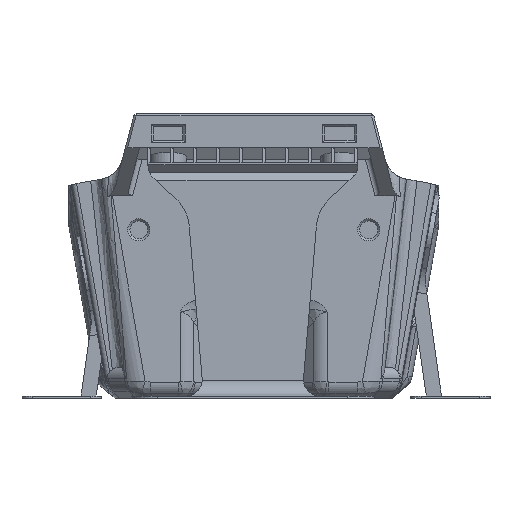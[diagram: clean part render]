
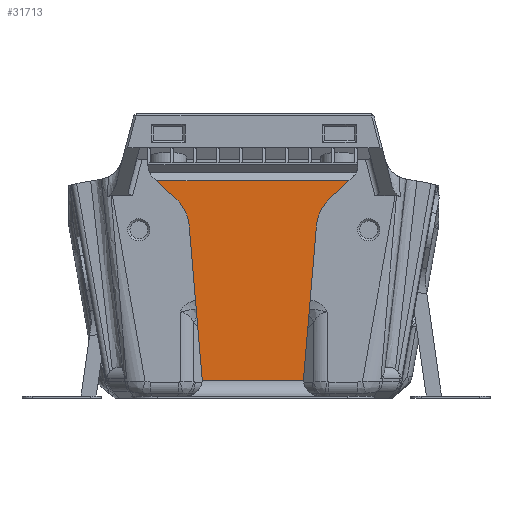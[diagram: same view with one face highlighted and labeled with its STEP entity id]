
A CAD part, front view. The second image highlights one B-rep face of the part: STEP entity #31713.
In plain terms, the highlighted planar face has unit normal (0, -1, 0).
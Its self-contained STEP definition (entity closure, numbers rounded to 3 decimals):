
#921=CIRCLE('',#33731,3.);
#922=CIRCLE('',#33732,3.);
#923=CIRCLE('',#33733,8.);
#924=CIRCLE('',#33734,8.);
#2242=LINE('',#48025,#5056);
#2244=LINE('',#48032,#5058);
#2245=LINE('',#48037,#5059);
#2246=LINE('',#48039,#5060);
#2247=LINE('',#48041,#5061);
#2248=LINE('',#48045,#5062);
#5056=VECTOR('',#36930,1000.);
#5058=VECTOR('',#36936,1000.);
#5059=VECTOR('',#36941,1000.);
#5060=VECTOR('',#36942,1000.);
#5061=VECTOR('',#36943,1000.);
#5062=VECTOR('',#36946,1000.);
#7796=PLANE('',#33730);
#9632=ORIENTED_EDGE('',*,*,#19016,.T.);
#9633=ORIENTED_EDGE('',*,*,#19017,.T.);
#9634=ORIENTED_EDGE('',*,*,#19018,.T.);
#9635=ORIENTED_EDGE('',*,*,#19014,.F.);
#9636=ORIENTED_EDGE('',*,*,#19019,.T.);
#9637=ORIENTED_EDGE('',*,*,#19020,.T.);
#9638=ORIENTED_EDGE('',*,*,#19021,.F.);
#9639=ORIENTED_EDGE('',*,*,#19022,.F.);
#9640=ORIENTED_EDGE('',*,*,#19023,.T.);
#9641=ORIENTED_EDGE('',*,*,#19024,.T.);
#19014=EDGE_CURVE('',#23773,#23774,#2242,.T.);
#19016=EDGE_CURVE('',#23775,#23776,#921,.T.);
#19017=EDGE_CURVE('',#23776,#23777,#2244,.F.);
#19018=EDGE_CURVE('',#23777,#23774,#922,.T.);
#19019=EDGE_CURVE('',#23773,#23778,#923,.T.);
#19020=EDGE_CURVE('',#23778,#23779,#2245,.T.);
#19021=EDGE_CURVE('',#23780,#23779,#2246,.T.);
#19022=EDGE_CURVE('',#23781,#23780,#2247,.T.);
#19023=EDGE_CURVE('',#23781,#23782,#924,.T.);
#19024=EDGE_CURVE('',#23782,#23775,#2248,.T.);
#23773=VERTEX_POINT('',#48024);
#23774=VERTEX_POINT('',#48026);
#23775=VERTEX_POINT('',#48030);
#23776=VERTEX_POINT('',#48031);
#23777=VERTEX_POINT('',#48033);
#23778=VERTEX_POINT('',#48036);
#23779=VERTEX_POINT('',#48038);
#23780=VERTEX_POINT('',#48040);
#23781=VERTEX_POINT('',#48042);
#23782=VERTEX_POINT('',#48044);
#27682=EDGE_LOOP('',(#9632,#9633,#9634,#9635,#9636,#9637,#9638,#9639,#9640,
#9641));
#29678=FACE_BOUND('',#27682,.T.);
#31713=ADVANCED_FACE('',(#29678),#7796,.F.);
#33730=AXIS2_PLACEMENT_3D('',#48028,#36932,#36933);
#33731=AXIS2_PLACEMENT_3D('',#48029,#36934,#36935);
#33732=AXIS2_PLACEMENT_3D('',#48034,#36937,#36938);
#33733=AXIS2_PLACEMENT_3D('',#48035,#36939,#36940);
#33734=AXIS2_PLACEMENT_3D('',#48043,#36944,#36945);
#36930=DIRECTION('',(-0.084,0.,-0.996));
#36932=DIRECTION('',(0.,1.,0.));
#36933=DIRECTION('',(0.,0.,1.));
#36934=DIRECTION('',(0.,1.,0.));
#36935=DIRECTION('',(0.,0.,1.));
#36936=DIRECTION('',(-1.,0.,0.));
#36937=DIRECTION('',(0.,1.,0.));
#36938=DIRECTION('',(0.,0.,1.));
#36939=DIRECTION('',(0.,1.,0.));
#36940=DIRECTION('',(0.,0.,1.));
#36941=DIRECTION('',(0.731,0.,0.682));
#36942=DIRECTION('',(1.,0.,0.));
#36943=DIRECTION('',(-0.731,0.,0.682));
#36944=DIRECTION('',(0.,1.,0.));
#36945=DIRECTION('',(0.,0.,1.));
#36946=DIRECTION('',(0.084,0.,-0.996));
#48024=CARTESIAN_POINT('',(11.856,-32.314,32.579));
#48025=CARTESIAN_POINT('',(36.482,-32.314,324.724));
#48026=CARTESIAN_POINT('',(9.418,-32.314,3.652));
#48028=CARTESIAN_POINT('',(0.,-32.314,327.8));
#48029=CARTESIAN_POINT('',(-12.767,-32.314,3.4));
#48030=CARTESIAN_POINT('',(-9.777,-32.314,3.652));
#48031=CARTESIAN_POINT('',(-9.767,-32.314,3.4));
#48032=CARTESIAN_POINT('',(9.143,-32.314,3.4));
#48033=CARTESIAN_POINT('',(9.407,-32.314,3.4));
#48034=CARTESIAN_POINT('',(12.407,-32.314,3.4));
#48035=CARTESIAN_POINT('',(19.828,-32.314,31.907));
#48036=CARTESIAN_POINT('',(14.372,-32.314,37.757));
#48037=CARTESIAN_POINT('',(16.736,-32.314,39.963));
#48038=CARTESIAN_POINT('',(17.982,-32.314,41.124));
#48039=CARTESIAN_POINT('',(-65.369,-32.314,41.124));
#48040=CARTESIAN_POINT('',(-18.341,-32.314,41.124));
#48041=CARTESIAN_POINT('',(-17.096,-32.314,39.963));
#48042=CARTESIAN_POINT('',(-14.731,-32.314,37.757));
#48043=CARTESIAN_POINT('',(-20.187,-32.314,31.907));
#48044=CARTESIAN_POINT('',(-12.216,-32.314,32.579));
#48045=CARTESIAN_POINT('',(-36.839,-32.314,324.694));
